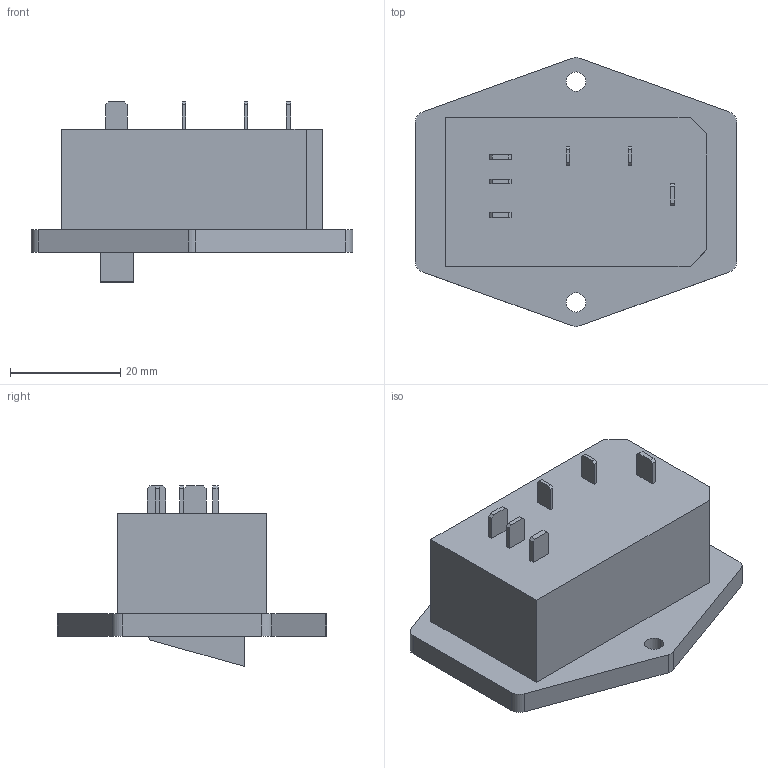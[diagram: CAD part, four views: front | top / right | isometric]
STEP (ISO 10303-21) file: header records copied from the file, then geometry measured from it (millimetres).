
FILE_DESCRIPTION (( 'STEP AP214' ), '1' );
FILE_NAME ('power switch.step', '2018-06-21T12:59:40', ( 'User' ), ( 'china' ), 'SwSTEP 2.0', 'SolidWorks 2016', '' );
FILE_SCHEMA (( 'AUTOMOTIVE_DESIGN' ));
Length unit declared in the file: millimetre
Products named in the file (1): power switch
Bounding box: 58.2 x 48.75 x 32.65 mm (x, y, z)
Volume: 28528.5 mm3; surface area: 9229.1 mm2
Topology: 1 solids, 1 shells, 106 faces, 272 edges, 180 vertices
Faces by surface type: plane 90, cylinder 12, cone 4
Entity records: 3214 total; most frequent: CARTESIAN_POINT 559, ORIENTED_EDGE 544, DIRECTION 514, EDGE_CURVE 272, LINE 244, VECTOR 244, VERTEX_POINT 180, AXIS2_PLACEMENT_3D 135
